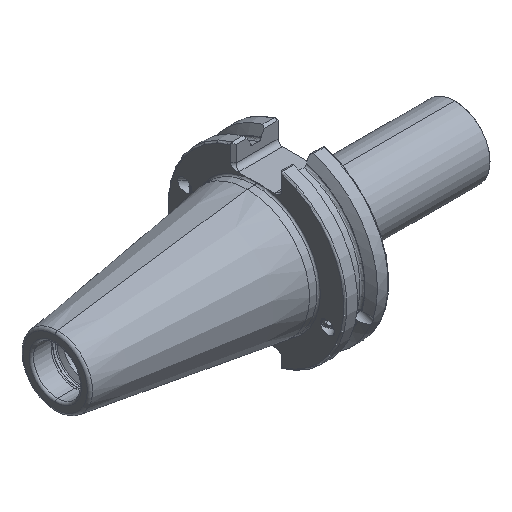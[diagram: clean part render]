
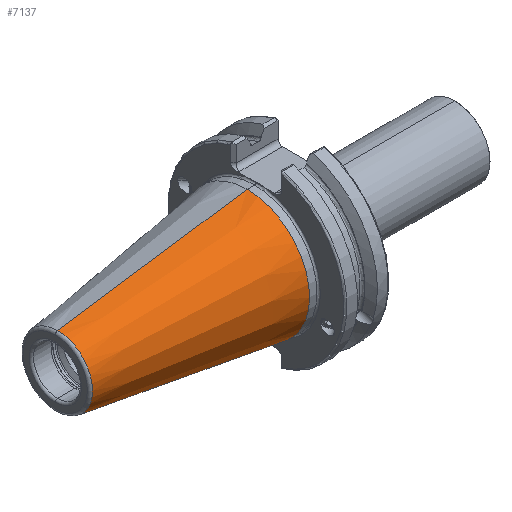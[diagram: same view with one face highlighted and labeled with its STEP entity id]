
A CAD part, isometric view. The second image highlights one B-rep face of the part: STEP entity #7137.
In plain terms, the highlighted conical face has half-angle 8.297 degrees and reference radius 22.225 mm.
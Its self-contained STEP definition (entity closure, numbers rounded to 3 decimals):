
#820 = CARTESIAN_POINT ( 'NONE',  ( -67.394, 0., -12.397 ) ) ;
#823 = CIRCLE ( 'NONE', #8323, 22.225 ) ;
#904 = CIRCLE ( 'NONE', #8457, 12.397 ) ;
#2319 = EDGE_CURVE ( 'NONE', #6394, #2421, #904, .T. ) ;
#2421 = VERTEX_POINT ( 'NONE', #4040 ) ;
#2438 = EDGE_CURVE ( 'NONE', #6804, #7297, #823, .T. ) ;
#2513 = ORIENTED_EDGE ( 'NONE', *, *, #2438, .T. ) ;
#2519 = ORIENTED_EDGE ( 'NONE', *, *, #6138, .T. ) ;
#2529 = ORIENTED_EDGE ( 'NONE', *, *, #2319, .F. ) ;
#2535 = ORIENTED_EDGE ( 'NONE', *, *, #5985, .F. ) ;
#2758 = CARTESIAN_POINT ( 'NONE',  ( 0., 0., 22.225 ) ) ;
#2781 = LINE ( 'NONE', #4639, #2797 ) ;
#2797 = VECTOR ( 'NONE', #4612, 1000. ) ;
#2958 = CARTESIAN_POINT ( 'NONE',  ( 0., 0., -22.225 ) ) ;
#3134 = VECTOR ( 'NONE', #7003, 1000. ) ;
#3229 = LINE ( 'NONE', #7079, #3134 ) ;
#3557 = DIRECTION ( 'NONE',  ( 0., 0., 1. ) ) ;
#3559 = DIRECTION ( 'NONE',  ( -1., 0., 0. ) ) ;
#3572 = CARTESIAN_POINT ( 'NONE',  ( 0., 0., 0. ) ) ;
#4000 = AXIS2_PLACEMENT_3D ( 'NONE', #8268, #8038, #8004 ) ;
#4040 = CARTESIAN_POINT ( 'NONE',  ( -67.394, 0., 12.397 ) ) ;
#4272 = DIRECTION ( 'NONE',  ( 0., 0., 1. ) ) ;
#4275 = DIRECTION ( 'NONE',  ( -1., 0., 0. ) ) ;
#4292 = CARTESIAN_POINT ( 'NONE',  ( -67.394, 0., 0. ) ) ;
#4612 = DIRECTION ( 'NONE',  ( 0.99, 0., -0.144 ) ) ;
#4639 = CARTESIAN_POINT ( 'NONE',  ( 0., 0., -22.225 ) ) ;
#5985 = EDGE_CURVE ( 'NONE', #2421, #7297, #3229, .T. ) ;
#6065 = EDGE_LOOP ( 'NONE', ( #2535, #2529, #2519, #2513 ) ) ;
#6138 = EDGE_CURVE ( 'NONE', #6394, #6804, #2781, .T. ) ;
#6394 = VERTEX_POINT ( 'NONE', #820 ) ;
#6804 = VERTEX_POINT ( 'NONE', #2958 ) ;
#7003 = DIRECTION ( 'NONE',  ( 0.99, 0., 0.144 ) ) ;
#7079 = CARTESIAN_POINT ( 'NONE',  ( 0., 0., 22.225 ) ) ;
#7137 = ADVANCED_FACE ( 'NONE', ( #7780 ), #7835, .T. ) ;
#7297 = VERTEX_POINT ( 'NONE', #2758 ) ;
#7780 = FACE_OUTER_BOUND ( 'NONE', #6065, .T. ) ;
#7835 = CONICAL_SURFACE ( 'NONE', #4000, 22.225, 0.145 ) ;
#8004 = DIRECTION ( 'NONE',  ( 0., 0., -1. ) ) ;
#8038 = DIRECTION ( 'NONE',  ( 1., 0., 0. ) ) ;
#8268 = CARTESIAN_POINT ( 'NONE',  ( 0., 0., 0. ) ) ;
#8323 = AXIS2_PLACEMENT_3D ( 'NONE', #3572, #3559, #3557 ) ;
#8457 = AXIS2_PLACEMENT_3D ( 'NONE', #4292, #4275, #4272 ) ;
